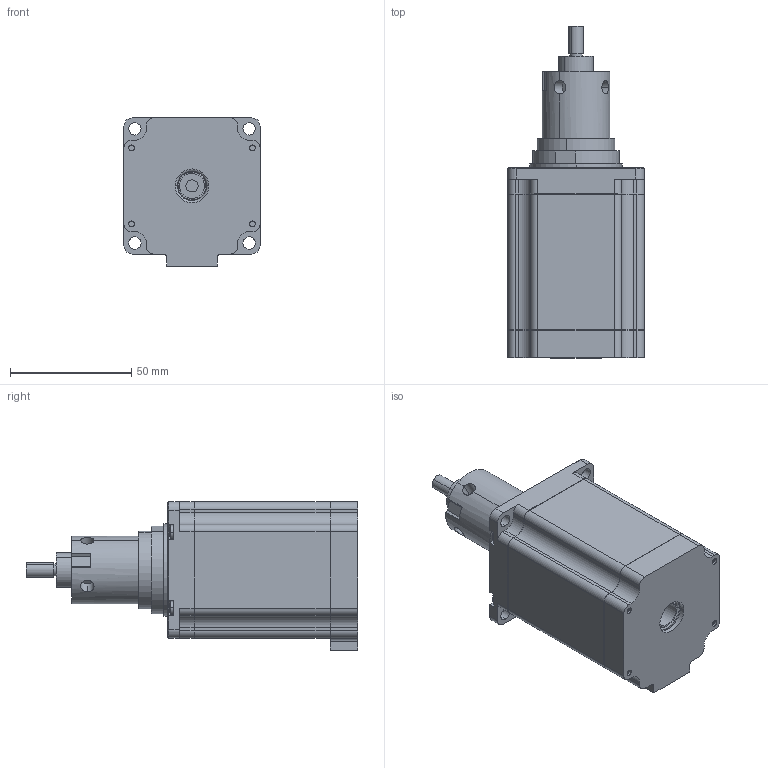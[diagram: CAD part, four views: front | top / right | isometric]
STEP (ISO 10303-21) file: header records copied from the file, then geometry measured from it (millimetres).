
FILE_DESCRIPTION (( 'STEP AP203' ), '1' );
FILE_NAME ('LC23AS-E09025-25-S-300.STEP', '2019-03-01T01:57:33', ( 'Sky123.Org' ), ( 'Sky123.Org' ), 'SwSTEP 2.0', 'SolidWorks 2014', '' );
FILE_SCHEMA (( 'CONFIG_CONTROL_DESIGN' ));
Length unit declared in the file: millimetre
Products named in the file (1): LC23AS-E09025-25-S-300
Bounding box: 56.2 x 137 x 61.2 mm (x, y, z)
Surface area: 34061.7 mm2 (no closed solid volume)
Topology: 0 solids, 19 shells, 382 faces, 2009 edges, 1632 vertices
Faces by surface type: plane 203, cylinder 98, cone 71, sphere 8, torus 2
Entity records: 21169 total; most frequent: CARTESIAN_POINT 5022, DIRECTION 3545, ORIENTED_EDGE 2873, EDGE_CURVE 2009, VERTEX_POINT 1632, AXIS2_PLACEMENT_3D 1259, VECTOR 1027, LINE 1027
